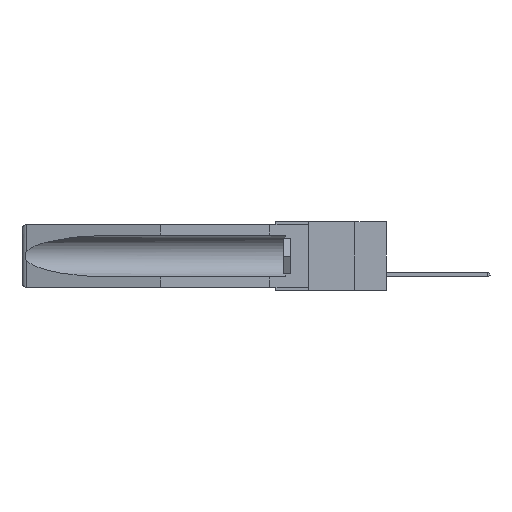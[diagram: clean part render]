
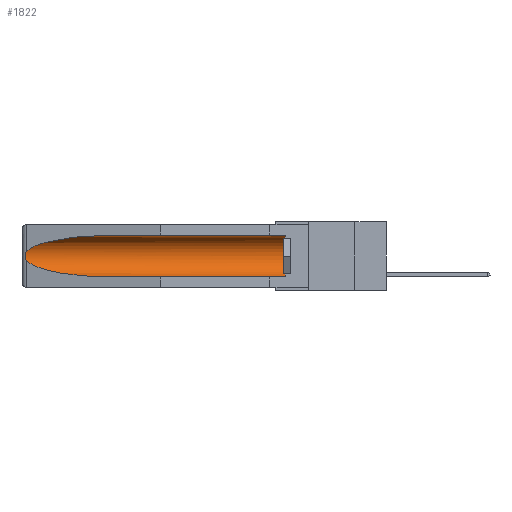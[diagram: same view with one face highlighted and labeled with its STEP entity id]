
A CAD part, left-side view. The second image highlights one B-rep face of the part: STEP entity #1822.
In plain terms, the highlighted cylindrical face has radius 2.857 mm (diameter 5.715 mm), a partial arc.
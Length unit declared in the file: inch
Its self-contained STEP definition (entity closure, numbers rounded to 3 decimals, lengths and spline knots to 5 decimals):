
#635 = EDGE_CURVE ( 'NONE', #5358, #1571, #7130, .T. ) ;
#752 = EDGE_CURVE ( 'NONE', #7273, #22716, #18040, .T. ) ;
#1571 = VERTEX_POINT ( 'NONE', #17717 ) ;
#1684 = CARTESIAN_POINT ( 'NONE',  ( 0.25451, 1.48313, -0.09465 ) ) ;
#1765 = CARTESIAN_POINT ( 'NONE',  ( 0.26537, 1.52718, -0.14972 ) ) ;
#1811 = ORIENTED_EDGE ( 'NONE', *, *, #21314, .T. ) ;
#1822 = ADVANCED_FACE ( 'NONE', ( #7551 ), #18007, .F. ) ;
#2190 = CARTESIAN_POINT ( 'NONE',  ( 0.155, 1.07973, -0.284 ) ) ;
#2899 = CARTESIAN_POINT ( 'NONE',  ( 0.26597, 1.52961, -0.15275 ) ) ;
#3353 = CARTESIAN_POINT ( 'NONE',  ( 0.21114, 1.30732, -0.059 ) ) ;
#3393 = CARTESIAN_POINT ( 'NONE',  ( 0.155, 0.126, -0.059 ) ) ;
#4416 = CARTESIAN_POINT ( 'NONE',  ( 0.26537, 1.52718, -0.14972 ) ) ;
#4500 = CARTESIAN_POINT ( 'NONE',  ( 0.2673, 1.5327, -0.16383 ) ) ;
#4832 = DIRECTION ( 'NONE',  ( 0., 1., 0. ) ) ;
#5268 = ORIENTED_EDGE ( 'NONE', *, *, #6998, .T. ) ;
#5358 = VERTEX_POINT ( 'NONE', #12368 ) ;
#5442 = CARTESIAN_POINT ( 'NONE',  ( 0.155, 1.07973, -0.059 ) ) ;
#5672 = AXIS2_PLACEMENT_3D ( 'NONE', #16782, #6157, #12960 ) ;
#5951 = ORIENTED_EDGE ( 'NONE', *, *, #635, .T. ) ;
#6157 = DIRECTION ( 'NONE',  ( 0., -1., 0. ) ) ;
#6585 = CARTESIAN_POINT ( 'NONE',  ( 0.26537, 1.52718, -0.19328 ) ) ;
#6998 = EDGE_CURVE ( 'NONE', #7454, #13380, #17965, .T. ) ;
#7130 =( BOUNDED_CURVE ( )  B_SPLINE_CURVE ( 3, ( #5442, #3353, #1684, #1765 ),
 .UNSPECIFIED., .F., .F. ) 
 B_SPLINE_CURVE_WITH_KNOTS ( ( 4, 4 ),
 ( 4.71239, 6.08839 ),
 .UNSPECIFIED. ) 
 CURVE ( )  GEOMETRIC_REPRESENTATION_ITEM ( )  RATIONAL_B_SPLINE_CURVE ( ( 1., 0.848, 0.848, 1. ) ) 
 REPRESENTATION_ITEM ( '' )  );
#7273 = VERTEX_POINT ( 'NONE', #9320 ) ;
#7454 = VERTEX_POINT ( 'NONE', #19618 ) ;
#7551 = FACE_OUTER_BOUND ( 'NONE', #15753, .T. ) ;
#9006 = ORIENTED_EDGE ( 'NONE', *, *, #752, .T. ) ;
#9320 = CARTESIAN_POINT ( 'NONE',  ( 0.155, 0.126, -0.284 ) ) ;
#9482 = DIRECTION ( 'NONE',  ( 0., 1., 0. ) ) ;
#10241 = CARTESIAN_POINT ( 'NONE',  ( 0.2673, 1.53269, -0.17917 ) ) ;
#10307 = CARTESIAN_POINT ( 'NONE',  ( 0.155, 1.07973, -0.284 ) ) ;
#11122 = ORIENTED_EDGE ( 'NONE', *, *, #23793, .T. ) ;
#11752 = AXIS2_PLACEMENT_3D ( 'NONE', #22249, #9482, #18642 ) ;
#12368 = CARTESIAN_POINT ( 'NONE',  ( 0.155, 1.07973, -0.059 ) ) ;
#12391 = CARTESIAN_POINT ( 'NONE',  ( 0.155, -0.30754, -0.059 ) ) ;
#12658 = VECTOR ( 'NONE', #16107, 39.37008 ) ;
#12960 = DIRECTION ( 'NONE',  ( 0., 0., 1. ) ) ;
#13380 = VERTEX_POINT ( 'NONE', #2190 ) ;
#13682 = VECTOR ( 'NONE', #4832, 39.37008 ) ;
#13811 = CARTESIAN_POINT ( 'NONE',  ( 0.26655, 1.53094, -0.18657 ) ) ;
#13898 = ORIENTED_EDGE ( 'NONE', *, *, #13953, .F. ) ;
#13953 = EDGE_CURVE ( 'NONE', #7273, #13380, #18332, .T. ) ;
#13964 = CARTESIAN_POINT ( 'NONE',  ( 0.26537, 1.52718, -0.19328 ) ) ;
#14940 = LINE ( 'NONE', #12391, #12658 ) ;
#15753 = EDGE_LOOP ( 'NONE', ( #5951, #1811, #5268, #13898, #9006, #11122 ) ) ;
#16107 = DIRECTION ( 'NONE',  ( 0., 1., 0. ) ) ;
#16782 = CARTESIAN_POINT ( 'NONE',  ( 0.155, 0.126, -0.1715 ) ) ;
#17394 = CARTESIAN_POINT ( 'NONE',  ( 0.2675, 1.53308, -0.17534 ) ) ;
#17629 = CARTESIAN_POINT ( 'NONE',  ( 0.2675, 1.53308, -0.16763 ) ) ;
#17703 = CARTESIAN_POINT ( 'NONE',  ( 0.155, -0.30754, -0.284 ) ) ;
#17712 = CARTESIAN_POINT ( 'NONE',  ( 0.26597, 1.5296, -0.19026 ) ) ;
#17717 = CARTESIAN_POINT ( 'NONE',  ( 0.26537, 1.52718, -0.14972 ) ) ;
#17965 =( BOUNDED_CURVE ( )  B_SPLINE_CURVE ( 3, ( #6585, #19553, #21442, #10307 ),
 .UNSPECIFIED., .F., .F. ) 
 B_SPLINE_CURVE_WITH_KNOTS ( ( 4, 4 ),
 ( 0.1948, 1.5708 ),
 .UNSPECIFIED. ) 
 CURVE ( )  GEOMETRIC_REPRESENTATION_ITEM ( )  RATIONAL_B_SPLINE_CURVE ( ( 1., 0.848, 0.848, 1. ) ) 
 REPRESENTATION_ITEM ( '' )  );
#18007 = CYLINDRICAL_SURFACE ( 'NONE', #11752, 0.1125 ) ;
#18040 = CIRCLE ( 'NONE', #5672, 0.1125 ) ;
#18332 = LINE ( 'NONE', #17703, #13682 ) ;
#18642 = DIRECTION ( 'NONE',  ( 0., 0., 1. ) ) ;
#19553 = CARTESIAN_POINT ( 'NONE',  ( 0.25451, 1.48313, -0.24835 ) ) ;
#19618 = CARTESIAN_POINT ( 'NONE',  ( 0.26537, 1.52718, -0.19328 ) ) ;
#19747 = B_SPLINE_CURVE_WITH_KNOTS ( 'NONE', 3,
 ( #4416, #2899, #22933, #4500, #17629, #17394, #10241, #13811, #17712, #13964 ),
 .UNSPECIFIED., .F., .F.,
 ( 4, 2, 2, 2, 4 ),
 ( 0., 0.00029, 0.00058, 0.00087, 0.00117 ),
 .UNSPECIFIED. ) ;
#21314 = EDGE_CURVE ( 'NONE', #1571, #7454, #19747, .T. ) ;
#21442 = CARTESIAN_POINT ( 'NONE',  ( 0.21114, 1.30732, -0.284 ) ) ;
#22249 = CARTESIAN_POINT ( 'NONE',  ( 0.155, -0.30754, -0.1715 ) ) ;
#22716 = VERTEX_POINT ( 'NONE', #3393 ) ;
#22933 = CARTESIAN_POINT ( 'NONE',  ( 0.26654, 1.53092, -0.15636 ) ) ;
#23793 = EDGE_CURVE ( 'NONE', #22716, #5358, #14940, .T. ) ;
